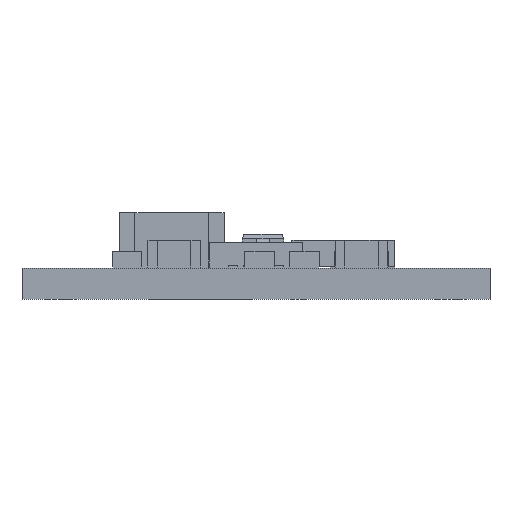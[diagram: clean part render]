
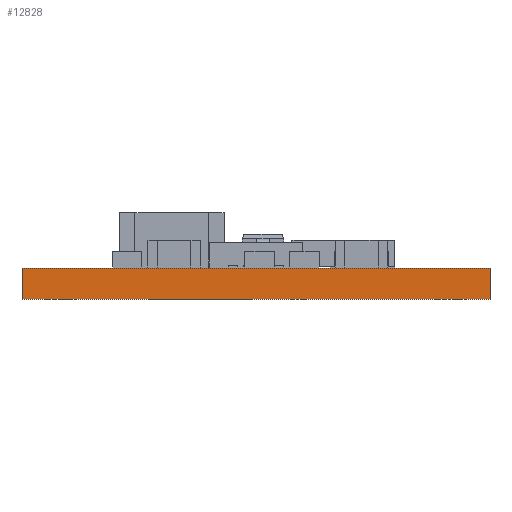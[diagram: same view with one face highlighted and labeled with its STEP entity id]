
A CAD part, front view. The second image highlights one B-rep face of the part: STEP entity #12828.
In plain terms, the highlighted planar face has unit normal (0, -1, 0).
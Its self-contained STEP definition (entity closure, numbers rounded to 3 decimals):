
#338 = EDGE_CURVE ( 'NONE', #2027, #24875, #5440, .T. ) ;
#844 = ORIENTED_EDGE ( 'NONE', *, *, #15653, .T. ) ;
#2027 = VERTEX_POINT ( 'NONE', #7294 ) ;
#2277 = ORIENTED_EDGE ( 'NONE', *, *, #34856, .T. ) ;
#3443 = DIRECTION ( 'NONE',  ( 1., 0., 0. ) ) ;
#5440 = LINE ( 'NONE', #28774, #22786 ) ;
#7294 = CARTESIAN_POINT ( 'NONE',  ( 15.24, 0., 1.016 ) ) ;
#9126 = PLANE ( 'NONE',  #34057 ) ;
#11095 = EDGE_CURVE ( 'NONE', #25289, #2027, #23368, .T. ) ;
#12512 = FACE_OUTER_BOUND ( 'NONE', #19606, .T. ) ;
#12828 = ADVANCED_FACE ( 'NONE', ( #12512 ), #9126, .F. ) ;
#14465 = CARTESIAN_POINT ( 'NONE',  ( 0., 0., 1.016 ) ) ;
#14525 = LINE ( 'NONE', #29058, #35839 ) ;
#15282 = DIRECTION ( 'NONE',  ( 1., 0., 0. ) ) ;
#15653 = EDGE_CURVE ( 'NONE', #25289, #17967, #28806, .T. ) ;
#17561 = DIRECTION ( 'NONE',  ( 0., 0., -1. ) ) ;
#17967 = VERTEX_POINT ( 'NONE', #20023 ) ;
#19606 = EDGE_LOOP ( 'NONE', ( #2277, #33701, #33569, #844 ) ) ;
#20023 = CARTESIAN_POINT ( 'NONE',  ( 0., 0., 0. ) ) ;
#20554 = CARTESIAN_POINT ( 'NONE',  ( 0., 0., 1.016 ) ) ;
#22786 = VECTOR ( 'NONE', #17561, 1000. ) ;
#22900 = DIRECTION ( 'NONE',  ( 0., 0., -1. ) ) ;
#23368 = LINE ( 'NONE', #32088, #29062 ) ;
#24875 = VERTEX_POINT ( 'NONE', #35291 ) ;
#25289 = VERTEX_POINT ( 'NONE', #34432 ) ;
#26603 = VECTOR ( 'NONE', #22900, 1000. ) ;
#28774 = CARTESIAN_POINT ( 'NONE',  ( 15.24, 0., 1.016 ) ) ;
#28806 = LINE ( 'NONE', #14465, #26603 ) ;
#29058 = CARTESIAN_POINT ( 'NONE',  ( 0., 0., 0. ) ) ;
#29062 = VECTOR ( 'NONE', #15282, 1000. ) ;
#32088 = CARTESIAN_POINT ( 'NONE',  ( 0., 0., 1.016 ) ) ;
#32128 = DIRECTION ( 'NONE',  ( 0., 0., 1. ) ) ;
#33569 = ORIENTED_EDGE ( 'NONE', *, *, #11095, .F. ) ;
#33701 = ORIENTED_EDGE ( 'NONE', *, *, #338, .F. ) ;
#34057 = AXIS2_PLACEMENT_3D ( 'NONE', #20554, #34934, #32128 ) ;
#34432 = CARTESIAN_POINT ( 'NONE',  ( 0., 0., 1.016 ) ) ;
#34856 = EDGE_CURVE ( 'NONE', #17967, #24875, #14525, .T. ) ;
#34934 = DIRECTION ( 'NONE',  ( 0., 1., 0. ) ) ;
#35291 = CARTESIAN_POINT ( 'NONE',  ( 15.24, 0., 0. ) ) ;
#35839 = VECTOR ( 'NONE', #3443, 1000. ) ;
